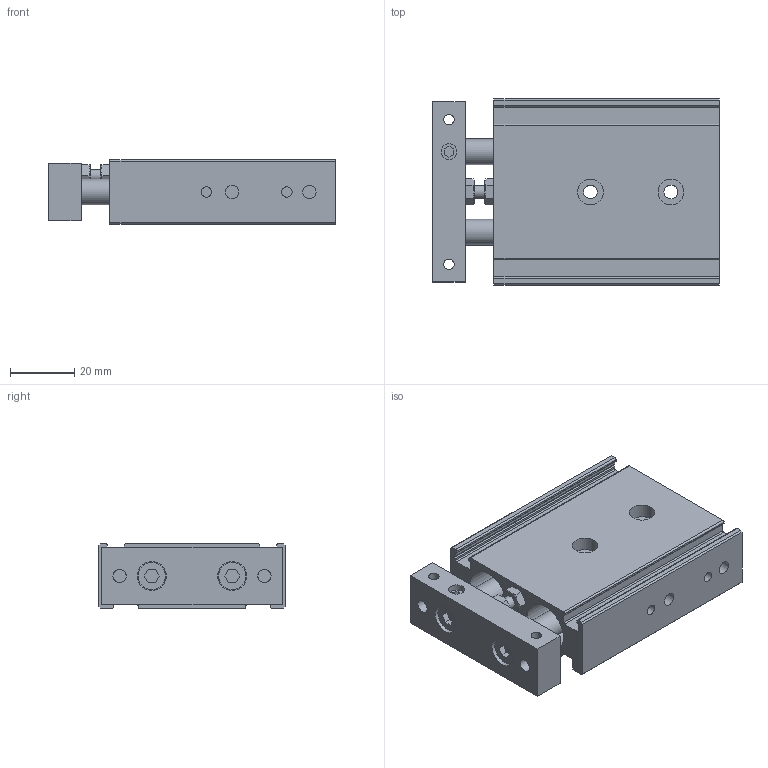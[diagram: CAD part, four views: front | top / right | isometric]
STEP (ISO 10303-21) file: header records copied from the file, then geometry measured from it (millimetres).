
FILE_DESCRIPTION( ( 'STEP AP203' ), '1' );
FILE_NAME( 'EXSM16X10-S-0().stp', '2021-10-12T02:23:18', ( 'License CC BY-ND 4.0' ), ( 'CADENAS' ), ' ', 'PARTsolutions', ' ' );
FILE_SCHEMA( ( 'CONFIG_CONTROL_DESIGN' ) );
Length unit declared in the file: millimetre
Products named in the file (4): EXSM16X10-S-0(); _EXSM16X10-S0-dummy(); _EXSM16X10-S-body(); _EXSM16X10-S-rod
Assembly tree (3 placements, depth 2):
  EXSM16X10-S-0()
    _EXSM16X10-S0-dummy()
    _EXSM16X10-S-body()
    _EXSM16X10-S-rod
Bounding box: 89 x 58 x 20 mm (x, y, z)
Volume: 72610.4 mm3; surface area: 33195.4 mm2
Topology: 2 solids, 2 shells, 205 faces, 472 edges, 307 vertices
Faces by surface type: plane 110, cylinder 69, cone 26
Full cylindrical faces by diameter (mm): 3.242 x8, 4 x5, 4.134 x6, 4.3 x2, 4.917 x1, 8 x6, 8.5 x2, 9 x2, 16 x6, 17 x2
Entity records: 6079 total; most frequent: CARTESIAN_POINT 1404, DIRECTION 950, ORIENTED_EDGE 848, EDGE_CURVE 424, AXIS2_PLACEMENT_3D 369, VERTEX_POINT 302, EDGE_LOOP 300, FACE_OUTER_BOUND 245
